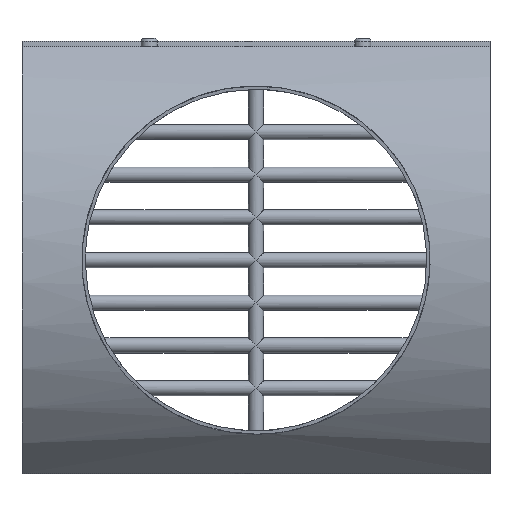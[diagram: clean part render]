
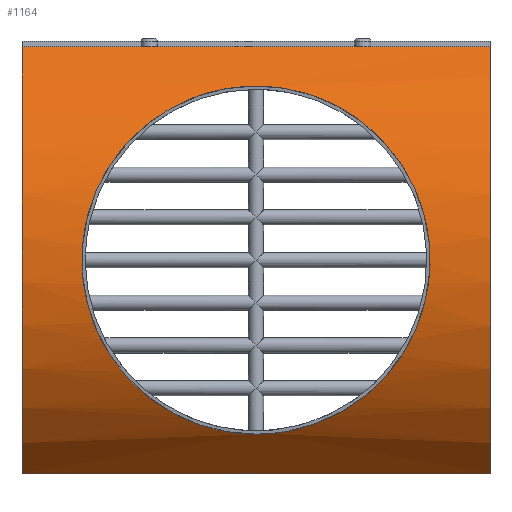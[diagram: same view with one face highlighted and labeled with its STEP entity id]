
A CAD part, front view. The second image highlights one B-rep face of the part: STEP entity #1164.
In plain terms, the highlighted cylindrical face has radius 165.627 mm (diameter 331.254 mm), a partial arc.
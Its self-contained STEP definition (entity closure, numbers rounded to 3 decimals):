
#61=LINE('',#2691,#108);
#63=LINE('',#2695,#110);
#108=VECTOR('',#1669,10.);
#110=VECTOR('',#1675,10.);
#181=CIRCLE('',#1318,165.627);
#182=CIRCLE('',#1320,165.627);
#215=B_SPLINE_CURVE_WITH_KNOTS('',3,(#2406,#2407,#2408,#2409,#2410,#2411,
#2412,#2413,#2414,#2415,#2416,#2417,#2418,#2419,#2420,#2421,#2422,#2423,
#2424,#2425,#2426,#2427,#2428,#2429,#2430,#2431,#2432,#2433,#2434,#2435,
#2436,#2437,#2438,#2439,#2440,#2441,#2442,#2443,#2444,#2445,#2446,#2447,
#2448,#2449,#2450,#2451,#2452,#2453,#2454,#2455,#2456,#2457,#2458,#2459,
#2460,#2461,#2462,#2463,#2464,#2465,#2466,#2467,#2468,#2469,#2470,#2471),
 .UNSPECIFIED.,.T.,.F.,(4,2,2,2,2,2,2,2,2,2,2,2,2,2,2,2,2,2,2,2,2,2,2,2,
2,2,2,2,2,2,2,2,4),(0.,2.08,4.16,6.241,
8.321,10.383,12.444,14.506,16.568,
18.629,20.691,22.753,24.814,26.895,
28.975,31.055,33.135,35.216,37.296,
39.376,41.456,43.518,45.58,47.641,
49.703,51.765,53.826,55.888,57.95,
60.03,62.11,64.19,66.271),
 .UNSPECIFIED.);
#254=FACE_BOUND('',#438,.T.);
#327=FACE_OUTER_BOUND('',#437,.T.);
#437=EDGE_LOOP('',(#1039,#1040,#1041,#1042));
#438=EDGE_LOOP('',(#1043));
#517=VERTEX_POINT('',#2405);
#558=VERTEX_POINT('',#2675);
#559=VERTEX_POINT('',#2677);
#562=VERTEX_POINT('',#2685);
#563=VERTEX_POINT('',#2687);
#642=EDGE_CURVE('',#517,#517,#215,.T.);
#714=EDGE_CURVE('',#558,#559,#181,.T.);
#719=EDGE_CURVE('',#562,#563,#182,.T.);
#721=EDGE_CURVE('',#558,#563,#61,.T.);
#723=EDGE_CURVE('',#562,#559,#63,.T.);
#1039=ORIENTED_EDGE('',*,*,#723,.T.);
#1040=ORIENTED_EDGE('',*,*,#714,.F.);
#1041=ORIENTED_EDGE('',*,*,#721,.T.);
#1042=ORIENTED_EDGE('',*,*,#719,.F.);
#1043=ORIENTED_EDGE('',*,*,#642,.T.);
#1091=CYLINDRICAL_SURFACE('',#1324,165.627);
#1164=ADVANCED_FACE('',(#327,#254),#1091,.T.);
#1318=AXIS2_PLACEMENT_3D('',#2678,#1656,#1657);
#1320=AXIS2_PLACEMENT_3D('',#2688,#1664,#1665);
#1324=AXIS2_PLACEMENT_3D('',#2696,#1676,#1677);
#1656=DIRECTION('center_axis',(1.,0.,0.));
#1657=DIRECTION('ref_axis',(0.,-0.62,0.785));
#1664=DIRECTION('center_axis',(-1.,0.,0.));
#1665=DIRECTION('ref_axis',(0.,-0.62,0.785));
#1669=DIRECTION('',(-1.,0.,0.));
#1675=DIRECTION('',(1.,0.,0.));
#1676=DIRECTION('center_axis',(1.,0.,0.));
#1677=DIRECTION('ref_axis',(0.,-0.62,0.785));
#2405=CARTESIAN_POINT('',(0.,-24.638,-106.));
#2406=CARTESIAN_POINT('Ctrl Pts',(0.,-24.638,-106.));
#2407=CARTESIAN_POINT('Ctrl Pts',(-6.934,-24.638,-106.));
#2408=CARTESIAN_POINT('Ctrl Pts',(-13.994,-25.222,-105.31));
#2409=CARTESIAN_POINT('Ctrl Pts',(-27.861,-27.472,-102.517));
#2410=CARTESIAN_POINT('Ctrl Pts',(-34.669,-29.131,-100.416));
#2411=CARTESIAN_POINT('Ctrl Pts',(-47.619,-33.115,-94.962));
#2412=CARTESIAN_POINT('Ctrl Pts',(-53.774,-35.436,-91.605));
#2413=CARTESIAN_POINT('Ctrl Pts',(-65.134,-40.244,-83.909));
#2414=CARTESIAN_POINT('Ctrl Pts',(-70.338,-42.728,-79.568));
#2415=CARTESIAN_POINT('Ctrl Pts',(-79.527,-47.391,-70.379));
#2416=CARTESIAN_POINT('Ctrl Pts',(-83.86,-49.75,-65.197));
#2417=CARTESIAN_POINT('Ctrl Pts',(-91.571,-54.126,-53.833));
#2418=CARTESIAN_POINT('Ctrl Pts',(-94.948,-56.139,-47.651));
#2419=CARTESIAN_POINT('Ctrl Pts',(-100.428,-59.476,-34.641));
#2420=CARTESIAN_POINT('Ctrl Pts',(-102.534,-60.8,-27.8));
#2421=CARTESIAN_POINT('Ctrl Pts',(-105.321,-62.563,-13.916));
#2422=CARTESIAN_POINT('Ctrl Pts',(-106.,-63.,-6.872));
#2423=CARTESIAN_POINT('Ctrl Pts',(-106.,-63.,6.872));
#2424=CARTESIAN_POINT('Ctrl Pts',(-105.321,-62.563,13.916));
#2425=CARTESIAN_POINT('Ctrl Pts',(-102.534,-60.8,27.8));
#2426=CARTESIAN_POINT('Ctrl Pts',(-100.428,-59.476,34.641));
#2427=CARTESIAN_POINT('Ctrl Pts',(-94.948,-56.139,47.651));
#2428=CARTESIAN_POINT('Ctrl Pts',(-91.571,-54.126,53.833));
#2429=CARTESIAN_POINT('Ctrl Pts',(-83.86,-49.75,65.197));
#2430=CARTESIAN_POINT('Ctrl Pts',(-79.527,-47.391,70.379));
#2431=CARTESIAN_POINT('Ctrl Pts',(-70.338,-42.728,79.568));
#2432=CARTESIAN_POINT('Ctrl Pts',(-65.134,-40.244,83.909));
#2433=CARTESIAN_POINT('Ctrl Pts',(-53.774,-35.436,91.605));
#2434=CARTESIAN_POINT('Ctrl Pts',(-47.619,-33.115,94.962));
#2435=CARTESIAN_POINT('Ctrl Pts',(-34.669,-29.131,100.416));
#2436=CARTESIAN_POINT('Ctrl Pts',(-27.861,-27.472,102.517));
#2437=CARTESIAN_POINT('Ctrl Pts',(-13.994,-25.222,105.31));
#2438=CARTESIAN_POINT('Ctrl Pts',(-6.934,-24.638,106.));
#2439=CARTESIAN_POINT('Ctrl Pts',(6.934,-24.638,106.));
#2440=CARTESIAN_POINT('Ctrl Pts',(13.994,-25.222,105.31));
#2441=CARTESIAN_POINT('Ctrl Pts',(27.861,-27.472,102.517));
#2442=CARTESIAN_POINT('Ctrl Pts',(34.669,-29.131,100.416));
#2443=CARTESIAN_POINT('Ctrl Pts',(47.619,-33.115,94.962));
#2444=CARTESIAN_POINT('Ctrl Pts',(53.774,-35.436,91.605));
#2445=CARTESIAN_POINT('Ctrl Pts',(65.134,-40.244,83.909));
#2446=CARTESIAN_POINT('Ctrl Pts',(70.338,-42.728,79.568));
#2447=CARTESIAN_POINT('Ctrl Pts',(79.527,-47.391,70.379));
#2448=CARTESIAN_POINT('Ctrl Pts',(83.86,-49.75,65.197));
#2449=CARTESIAN_POINT('Ctrl Pts',(91.571,-54.126,53.833));
#2450=CARTESIAN_POINT('Ctrl Pts',(94.948,-56.139,47.651));
#2451=CARTESIAN_POINT('Ctrl Pts',(100.428,-59.476,34.641));
#2452=CARTESIAN_POINT('Ctrl Pts',(102.534,-60.8,27.8));
#2453=CARTESIAN_POINT('Ctrl Pts',(105.321,-62.563,13.916));
#2454=CARTESIAN_POINT('Ctrl Pts',(106.,-63.,6.872));
#2455=CARTESIAN_POINT('Ctrl Pts',(106.,-63.,-6.872));
#2456=CARTESIAN_POINT('Ctrl Pts',(105.321,-62.563,-13.916));
#2457=CARTESIAN_POINT('Ctrl Pts',(102.534,-60.8,-27.8));
#2458=CARTESIAN_POINT('Ctrl Pts',(100.428,-59.476,-34.641));
#2459=CARTESIAN_POINT('Ctrl Pts',(94.948,-56.139,-47.651));
#2460=CARTESIAN_POINT('Ctrl Pts',(91.571,-54.126,-53.833));
#2461=CARTESIAN_POINT('Ctrl Pts',(83.86,-49.75,-65.197));
#2462=CARTESIAN_POINT('Ctrl Pts',(79.527,-47.391,-70.379));
#2463=CARTESIAN_POINT('Ctrl Pts',(70.338,-42.728,-79.568));
#2464=CARTESIAN_POINT('Ctrl Pts',(65.134,-40.244,-83.909));
#2465=CARTESIAN_POINT('Ctrl Pts',(53.774,-35.436,-91.605));
#2466=CARTESIAN_POINT('Ctrl Pts',(47.619,-33.115,-94.962));
#2467=CARTESIAN_POINT('Ctrl Pts',(34.669,-29.131,-100.416));
#2468=CARTESIAN_POINT('Ctrl Pts',(27.861,-27.472,-102.517));
#2469=CARTESIAN_POINT('Ctrl Pts',(13.994,-25.222,-105.31));
#2470=CARTESIAN_POINT('Ctrl Pts',(6.934,-24.638,-106.));
#2471=CARTESIAN_POINT('Ctrl Pts',(0.,-24.638,
-106.));
#2675=CARTESIAN_POINT('',(142.5,0.,130.));
#2677=CARTESIAN_POINT('',(142.5,0.,-130.));
#2678=CARTESIAN_POINT('Origin',(142.5,102.627,0.));
#2685=CARTESIAN_POINT('',(-142.5,0.,-130.));
#2687=CARTESIAN_POINT('',(-142.5,0.,130.));
#2688=CARTESIAN_POINT('Origin',(-142.5,102.627,0.));
#2691=CARTESIAN_POINT('',(0.,0.,130.));
#2695=CARTESIAN_POINT('',(0.,0.,-130.));
#2696=CARTESIAN_POINT('Origin',(0.,102.627,0.));
